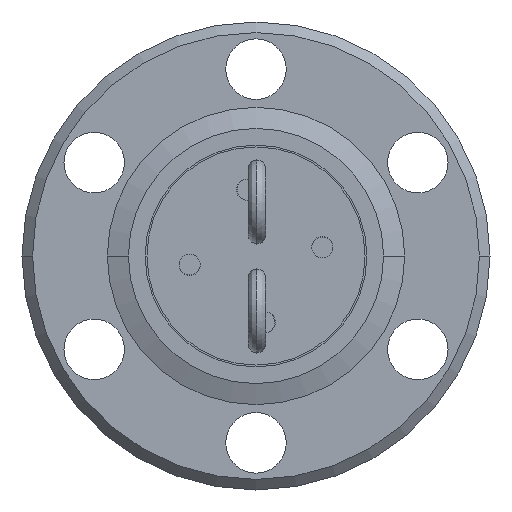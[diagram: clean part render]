
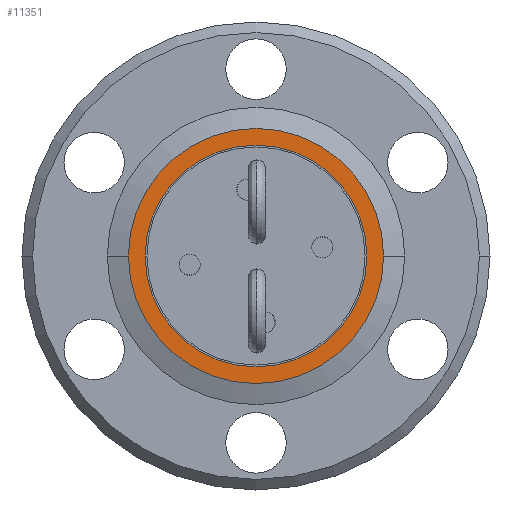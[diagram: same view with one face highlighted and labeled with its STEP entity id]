
A CAD part, front view. The second image highlights one B-rep face of the part: STEP entity #11351.
In plain terms, the highlighted planar face has unit normal (0, -1, 0).
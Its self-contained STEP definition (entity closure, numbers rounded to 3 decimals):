
#366 = CARTESIAN_POINT ( 'NONE',  ( -0.064, -20.454, 0.026 ) ) ;
#1415 = CARTESIAN_POINT ( 'NONE',  ( -0.064, -20.454, 0.026 ) ) ;
#1509 = ORIENTED_EDGE ( 'NONE', *, *, #7996, .F. ) ;
#1558 = CIRCLE ( 'NONE', #8163, 8.001 ) ;
#2033 = VERTEX_POINT ( 'NONE', #7776 ) ;
#2206 = AXIS2_PLACEMENT_3D ( 'NONE', #366, #9749, #4146 ) ;
#2371 = DIRECTION ( 'NONE',  ( 0., 0., 1. ) ) ;
#2475 = EDGE_LOOP ( 'NONE', ( #6242, #1509 ) ) ;
#2718 = CIRCLE ( 'NONE', #3682, 9.207 ) ;
#2757 = CARTESIAN_POINT ( 'NONE',  ( -0.064, -20.454, 0.026 ) ) ;
#3037 = CARTESIAN_POINT ( 'NONE',  ( -0.064, -20.454, 0.026 ) ) ;
#3087 = ORIENTED_EDGE ( 'NONE', *, *, #5419, .T. ) ;
#3133 = VERTEX_POINT ( 'NONE', #8205 ) ;
#3608 = DIRECTION ( 'NONE',  ( 0., -1., 0. ) ) ;
#3682 = AXIS2_PLACEMENT_3D ( 'NONE', #2757, #9293, #3698 ) ;
#3698 = DIRECTION ( 'NONE',  ( 1., 0., 0. ) ) ;
#3976 = DIRECTION ( 'NONE',  ( 1., 0., 0. ) ) ;
#4146 = DIRECTION ( 'NONE',  ( -1., 0., 0. ) ) ;
#4572 = ORIENTED_EDGE ( 'NONE', *, *, #5806, .T. ) ;
#4804 = FACE_BOUND ( 'NONE', #2475, .T. ) ;
#5115 = FACE_OUTER_BOUND ( 'NONE', #11436, .T. ) ;
#5205 = VERTEX_POINT ( 'NONE', #7134 ) ;
#5419 = EDGE_CURVE ( 'NONE', #9342, #2033, #2718, .T. ) ;
#5806 = EDGE_CURVE ( 'NONE', #2033, #9342, #5946, .T. ) ;
#5946 = CIRCLE ( 'NONE', #8687, 9.207 ) ;
#6242 = ORIENTED_EDGE ( 'NONE', *, *, #9304, .F. ) ;
#7134 = CARTESIAN_POINT ( 'NONE',  ( -0.064, -20.454, 8.027 ) ) ;
#7776 = CARTESIAN_POINT ( 'NONE',  ( -9.271, -20.454, 0.026 ) ) ;
#7976 = DIRECTION ( 'NONE',  ( 0., -1., 0. ) ) ;
#7996 = EDGE_CURVE ( 'NONE', #3133, #5205, #10660, .T. ) ;
#8163 = AXIS2_PLACEMENT_3D ( 'NONE', #1415, #7976, #2371 ) ;
#8205 = CARTESIAN_POINT ( 'NONE',  ( -0.064, -20.454, -7.975 ) ) ;
#8687 = AXIS2_PLACEMENT_3D ( 'NONE', #3037, #9576, #3976 ) ;
#8803 = PLANE ( 'NONE',  #2206 ) ;
#9205 = CARTESIAN_POINT ( 'NONE',  ( -0.064, -20.454, 0.026 ) ) ;
#9293 = DIRECTION ( 'NONE',  ( 0., -1., 0. ) ) ;
#9304 = EDGE_CURVE ( 'NONE', #5205, #3133, #1558, .T. ) ;
#9342 = VERTEX_POINT ( 'NONE', #11731 ) ;
#9576 = DIRECTION ( 'NONE',  ( 0., -1., 0. ) ) ;
#9749 = DIRECTION ( 'NONE',  ( 0., 1., 0. ) ) ;
#9889 = AXIS2_PLACEMENT_3D ( 'NONE', #9205, #3608, #10142 ) ;
#10142 = DIRECTION ( 'NONE',  ( 0., 0., 1. ) ) ;
#10660 = CIRCLE ( 'NONE', #9889, 8.001 ) ;
#11351 = ADVANCED_FACE ( 'NONE', ( #5115, #4804 ), #8803, .F. ) ;
#11436 = EDGE_LOOP ( 'NONE', ( #3087, #4572 ) ) ;
#11731 = CARTESIAN_POINT ( 'NONE',  ( 9.144, -20.454, 0.026 ) ) ;
